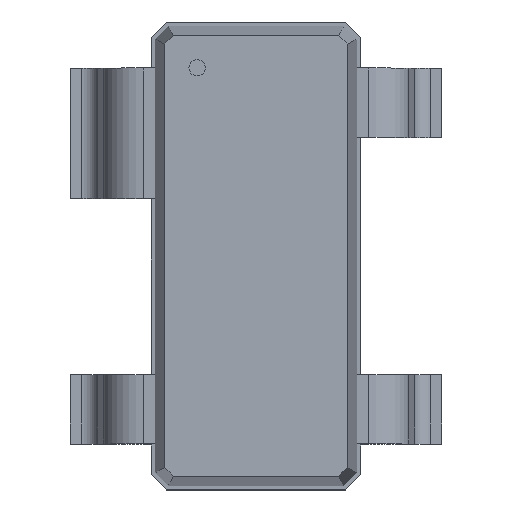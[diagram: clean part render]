
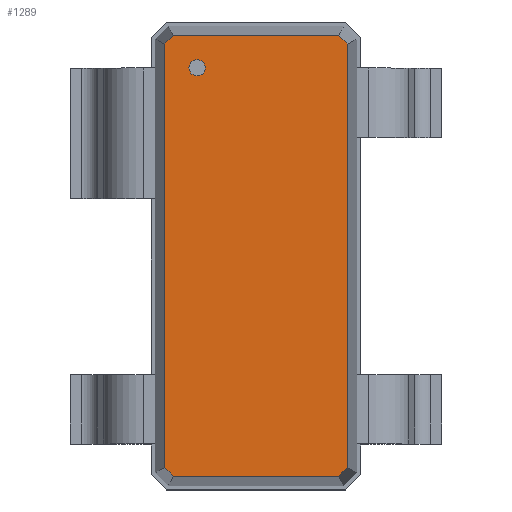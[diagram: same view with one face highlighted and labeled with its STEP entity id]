
A CAD part, top view. The second image highlights one B-rep face of the part: STEP entity #1289.
In plain terms, the highlighted planar face has unit normal (0, 0, 1).
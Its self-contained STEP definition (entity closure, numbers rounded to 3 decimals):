
#13=DIRECTION('',(0.,0.,1.));
#27=VECTOR('',#28,1.);
#28=DIRECTION('',(1.,0.,0.));
#51=VECTOR('',#52,1.);
#52=DIRECTION('',(0.707,-0.707,0.));
#58=VECTOR('',#59,1.);
#59=DIRECTION('',(0.,-1.,0.));
#65=VECTOR('',#66,1.);
#66=DIRECTION('',(-0.707,-0.707,0.));
#72=VECTOR('',#73,1.);
#73=DIRECTION('',(-1.,0.,0.));
#79=VECTOR('',#80,1.);
#80=DIRECTION('',(-0.707,0.707,0.));
#86=VECTOR('',#87,1.);
#87=DIRECTION('',(0.,1.,0.));
#91=VECTOR('',#92,1.);
#92=DIRECTION('',(0.707,0.707,0.));
#595=VERTEX_POINT('',#596);
#596=CARTESIAN_POINT('',(-0.565,1.313,1.1));
#598=ORIENTED_EDGE('',*,*,#599,.F.);
#599=EDGE_CURVE('',#600,#595,#602,.T.);
#600=VERTEX_POINT('',#601);
#601=CARTESIAN_POINT('',(-0.565,-1.313,1.1));
#602=LINE('',#601,#86);
#613=VERTEX_POINT('',#614);
#614=CARTESIAN_POINT('',(-0.513,1.365,1.1));
#616=ORIENTED_EDGE('',*,*,#617,.F.);
#617=EDGE_CURVE('',#595,#613,#618,.T.);
#618=LINE('',#596,#91);
#627=VERTEX_POINT('',#628);
#628=CARTESIAN_POINT('',(0.513,1.365,1.1));
#630=ORIENTED_EDGE('',*,*,#631,.F.);
#631=EDGE_CURVE('',#613,#627,#632,.T.);
#632=LINE('',#614,#27);
#641=VERTEX_POINT('',#642);
#642=CARTESIAN_POINT('',(0.565,1.313,1.1));
#644=ORIENTED_EDGE('',*,*,#645,.F.);
#645=EDGE_CURVE('',#627,#641,#646,.T.);
#646=LINE('',#628,#51);
#671=VERTEX_POINT('',#672);
#672=CARTESIAN_POINT('',(0.565,-1.313,1.1));
#674=ORIENTED_EDGE('',*,*,#675,.F.);
#675=EDGE_CURVE('',#641,#671,#676,.T.);
#676=LINE('',#642,#58);
#1289=ADVANCED_FACE('',(#1290,#1305),#1315,.T.);
#1290=FACE_BOUND('',#1291,.T.);
#1291=EDGE_LOOP('',(#630,#616,#598,#1292,#1297,#1302,#674,#644));
#1292=ORIENTED_EDGE('',*,*,#1293,.F.);
#1293=EDGE_CURVE('',#1294,#600,#1296,.T.);
#1294=VERTEX_POINT('',#1295);
#1295=CARTESIAN_POINT('',(-0.513,-1.365,1.1));
#1296=LINE('',#1295,#79);
#1297=ORIENTED_EDGE('',*,*,#1298,.F.);
#1298=EDGE_CURVE('',#1299,#1294,#1301,.T.);
#1299=VERTEX_POINT('',#1300);
#1300=CARTESIAN_POINT('',(0.513,-1.365,1.1));
#1301=LINE('',#1300,#72);
#1302=ORIENTED_EDGE('',*,*,#1303,.F.);
#1303=EDGE_CURVE('',#671,#1299,#1304,.T.);
#1304=LINE('',#672,#65);
#1305=FACE_BOUND('',#1306,.T.);
#1306=EDGE_LOOP('',(#1307));
#1307=ORIENTED_EDGE('',*,*,#1308,.T.);
#1308=EDGE_CURVE('',#1309,#1309,#1311,.T.);
#1309=VERTEX_POINT('',#1310);
#1310=CARTESIAN_POINT('',(-0.365,1.115,1.1));
#1311=CIRCLE('',#1312,0.05);
#1312=AXIS2_PLACEMENT_3D('',#1313,#1314,#59);
#1313=CARTESIAN_POINT('',(-0.365,1.165,1.1));
#1314=DIRECTION('',(0.,-0.,-1.));
#1315=PLANE('',#1316);
#1316=AXIS2_PLACEMENT_3D('',#614,#13,#1317);
#1317=DIRECTION('',(0.352,-0.936,0.));
